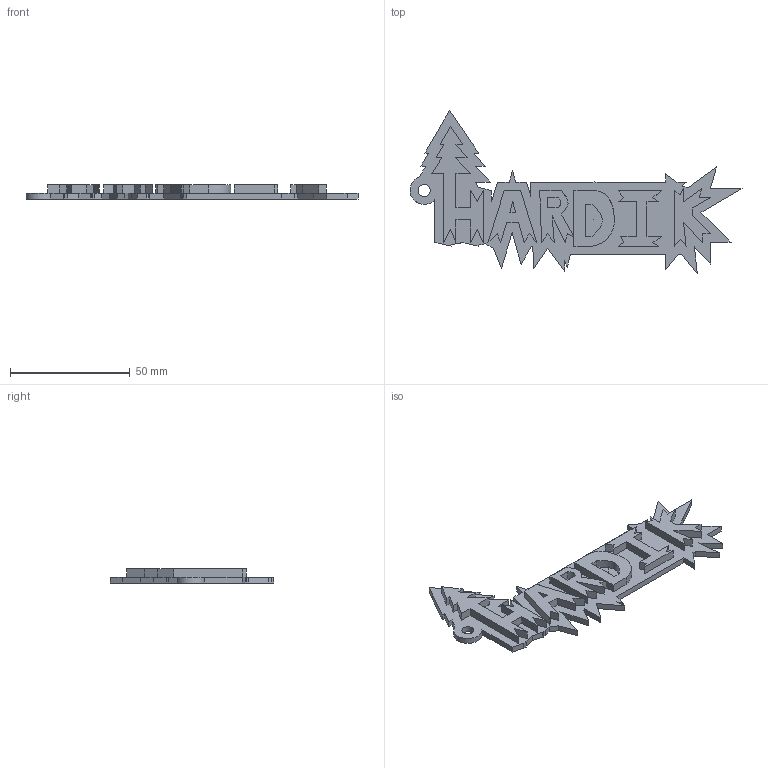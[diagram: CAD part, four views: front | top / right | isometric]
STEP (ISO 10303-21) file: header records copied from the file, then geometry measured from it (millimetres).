
FILE_DESCRIPTION(/* description */ (''),/* implementation_level */ '2;1');
FILE_NAME(/* name */ '302a28a2-ea21-4800-8ff9-1c173a381ae1.stp',/* time_stamp */ '2025-12-30T07:31:19Z',/* author */ (''),/* organization */ (''),/* preprocessor_version */ 'ST-DEVELOPER v20.1',/* originating_system */ 'Autodesk Translation Framework v14.24.0.0',/* authorisation */ '');
FILE_SCHEMA (('AUTOMOTIVE_DESIGN { 1 0 10303 214 3 1 1 }'));
Length unit declared in the file: millimetre
Products named in the file (1): 2025-12-19-10-28-26-184
Bounding box: 138.37 x 67.97 x 6 mm (x, y, z)
Volume: 15144.2 mm3; surface area: 12200.8 mm2
Topology: 2 solids, 2 shells, 207 faces, 582 edges, 386 vertices
Faces by surface type: plane 194, bspline 11, cylinder 2
Full cylindrical faces by diameter (mm): 5.045 x1
Entity records: 6603 total; most frequent: CARTESIAN_POINT 1303, ORIENTED_EDGE 1164, DIRECTION 958, EDGE_CURVE 582, LINE 556, VECTOR 556, VERTEX_POINT 386, EDGE_LOOP 219
